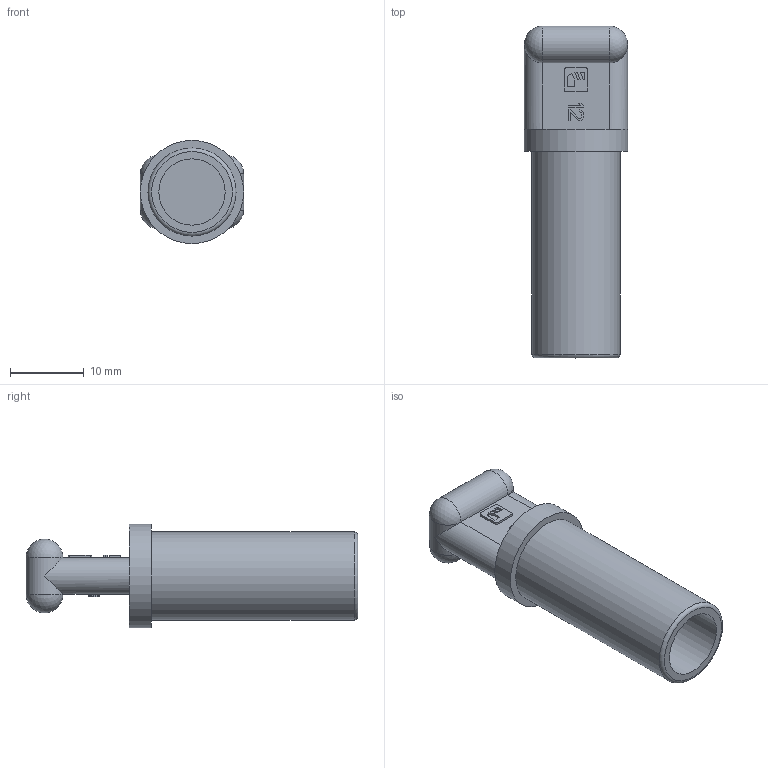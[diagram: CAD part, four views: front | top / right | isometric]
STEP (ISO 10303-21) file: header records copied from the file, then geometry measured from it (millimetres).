
FILE_DESCRIPTION(('STEP AP214'),'1');
FILE_NAME('6826_12_00.stp','2016-07-07T14:44:42',('TraceParts'),('TraceParts S.A.'),'Spatial InterOp 3D',' ',' ');
FILE_SCHEMA(('automotive_design'));
Length unit declared in the file: millimetre
Products named in the file (1): Solide1
Bounding box: 14 x 45 x 14 mm (x, y, z)
Volume: 3103.9 mm3; surface area: 2803.9 mm2
Topology: 1 solids, 1 shells, 114 faces, 301 edges, 198 vertices
Faces by surface type: plane 94, cylinder 15, sphere 4, torus 1
Full cylindrical faces by diameter (mm): 9 x1, 11.95 x1, 14 x1
Entity records: 4399 total; most frequent: CARTESIAN_POINT 610, ORIENTED_EDGE 594, DIRECTION 569, EDGE_CURVE 297, LINE 255, VECTOR 255, VERTEX_POINT 198, AXIS2_PLACEMENT_3D 157
